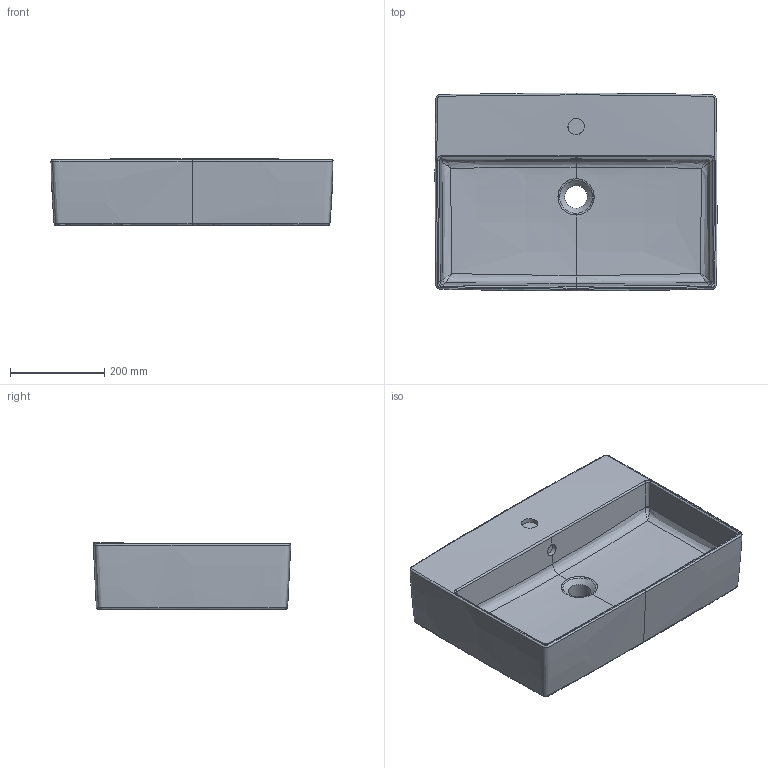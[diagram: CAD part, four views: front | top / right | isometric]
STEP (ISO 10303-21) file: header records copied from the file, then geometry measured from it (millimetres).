
FILE_DESCRIPTION(/* description */ (''),/* implementation_level */ '2;1');
FILE_NAME(/* name */ '4A0760_Memento_AWT_stp.stp',/* time_stamp */ '2018-11-26T10:06:35+01:00',/* author */ (''),/* organization */ (''),/* preprocessor_version */ 'ST-DEVELOPER v16',/* originating_system */ 'SIEMENS PLM Software NX 10.0',/* authorisation */ '');
FILE_SCHEMA (('AUTOMOTIVE_DESIGN { 1 0 10303 214 3 1 1 1 }'));
Length unit declared in the file: millimetre
Products named in the file (1): Sier2254175Ase2s
Bounding box: 599.46 x 419.92 x 141.95 mm (x, y, z)
Volume: 19087353.4 mm3; surface area: 895967.7 mm2
Topology: 1 solids, 1 shells, 235 faces, 562 edges, 324 vertices
Faces by surface type: bspline 116, cylinder 52, plane 40, torus 13, cone 12, extrusion 2
Full cylindrical faces by diameter (mm): 48.479 x1
Entity records: 15909 total; most frequent: CARTESIAN_POINT 11411, ORIENTED_EDGE 1080, DIRECTION 734, EDGE_CURVE 540, VERTEX_POINT 318, AXIS2_PLACEMENT_3D 298, EDGE_LOOP 248, ADVANCED_FACE 235
